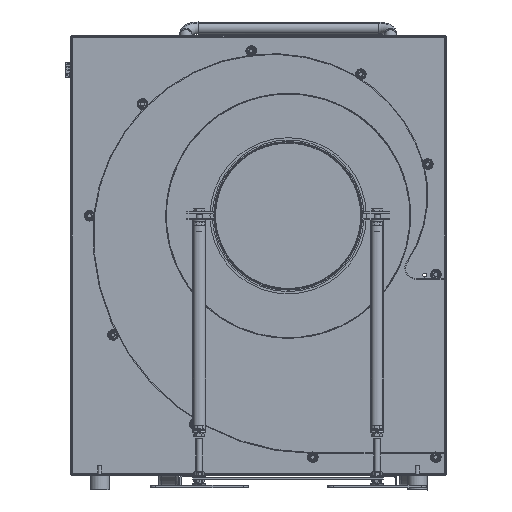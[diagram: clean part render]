
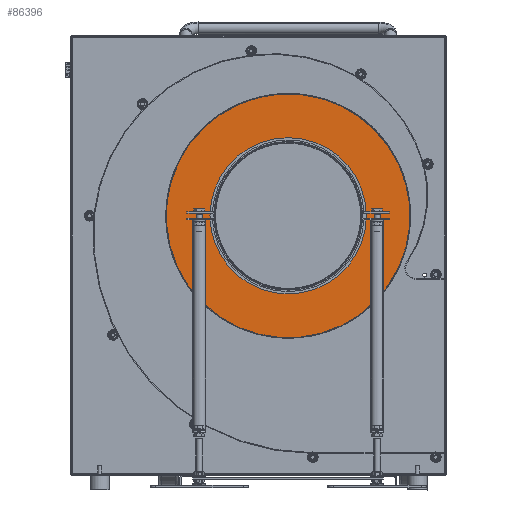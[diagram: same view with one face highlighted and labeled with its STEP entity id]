
A CAD part, left-side view. The second image highlights one B-rep face of the part: STEP entity #86396.
In plain terms, the highlighted face is planar.
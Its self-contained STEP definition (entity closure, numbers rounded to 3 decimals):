
#5304=FACE_BOUND('',#13499,.T.);
#9621=FACE_OUTER_BOUND('',#13498,.T.);
#13498=EDGE_LOOP('',(#64795));
#13499=EDGE_LOOP('',(#64796));
#18470=CIRCLE('',#90365,149.);
#18472=CIRCLE('',#90368,250.5);
#37967=VERTEX_POINT('',#121890);
#37969=VERTEX_POINT('',#121895);
#50757=EDGE_CURVE('',#37967,#37967,#18470,.T.);
#50759=EDGE_CURVE('',#37969,#37969,#18472,.T.);
#64795=ORIENTED_EDGE('',*,*,#50759,.F.);
#64796=ORIENTED_EDGE('',*,*,#50757,.T.);
#82687=PLANE('',#90370);
#86396=ADVANCED_FACE('',(#9621,#5304),#82687,.F.);
#90365=AXIS2_PLACEMENT_3D('',#121891,#97801,#97802);
#90368=AXIS2_PLACEMENT_3D('',#121896,#97807,#97808);
#90370=AXIS2_PLACEMENT_3D('',#121899,#97811,#97812);
#97801=DIRECTION('center_axis',(0.,0.,1.));
#97802=DIRECTION('ref_axis',(0.966,0.258,0.));
#97807=DIRECTION('center_axis',(0.,0.,1.));
#97808=DIRECTION('ref_axis',(0.966,0.258,0.));
#97811=DIRECTION('center_axis',(0.,0.,1.));
#97812=DIRECTION('ref_axis',(0.966,0.258,0.));
#121890=CARTESIAN_POINT('',(-124.252,-72.579,-1115.));
#121891=CARTESIAN_POINT('Origin',(19.693,-34.098,-1115.));
#121895=CARTESIAN_POINT('',(-222.309,-98.793,-1115.));
#121896=CARTESIAN_POINT('Origin',(19.693,-34.098,-1115.));
#121899=CARTESIAN_POINT('Origin',(19.693,-34.098,-1115.));
